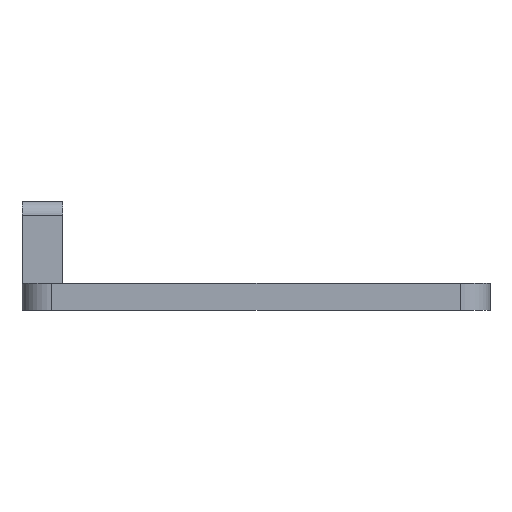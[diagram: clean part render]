
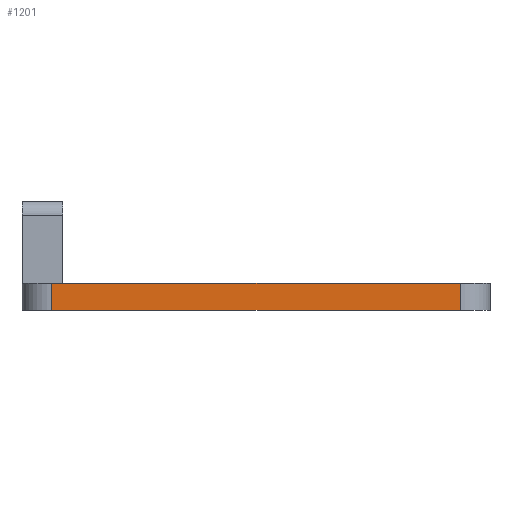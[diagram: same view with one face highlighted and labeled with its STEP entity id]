
A CAD part, front view. The second image highlights one B-rep face of the part: STEP entity #1201.
In plain terms, the highlighted face is planar.
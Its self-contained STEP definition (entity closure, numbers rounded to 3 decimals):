
#196 = EDGE_CURVE('',#197,#199,#201,.T.);
#197 = VERTEX_POINT('',#198);
#198 = CARTESIAN_POINT('',(0.,2.2,0.));
#199 = VERTEX_POINT('',#200);
#200 = CARTESIAN_POINT('',(30.,2.2,0.));
#201 = LINE('',#202,#203);
#202 = CARTESIAN_POINT('',(0.,2.2,0.));
#203 = VECTOR('',#204,1.);
#204 = DIRECTION('',(1.,0.,0.));
#670 = EDGE_CURVE('',#671,#673,#675,.T.);
#671 = VERTEX_POINT('',#672);
#672 = CARTESIAN_POINT('',(0.,2.2,-2.));
#673 = VERTEX_POINT('',#674);
#674 = CARTESIAN_POINT('',(30.,2.2,-2.));
#675 = LINE('',#676,#677);
#676 = CARTESIAN_POINT('',(0.,2.2,-2.));
#677 = VECTOR('',#678,1.);
#678 = DIRECTION('',(1.,0.,0.));
#1201 = ADVANCED_FACE('',(#1202),#1218,.F.);
#1202 = FACE_BOUND('',#1203,.F.);
#1203 = EDGE_LOOP('',(#1204,#1210,#1211,#1217));
#1204 = ORIENTED_EDGE('',*,*,#1205,.T.);
#1205 = EDGE_CURVE('',#197,#671,#1206,.T.);
#1206 = LINE('',#1207,#1208);
#1207 = CARTESIAN_POINT('',(0.,2.2,0.));
#1208 = VECTOR('',#1209,1.);
#1209 = DIRECTION('',(0.,0.,-1.));
#1210 = ORIENTED_EDGE('',*,*,#670,.T.);
#1211 = ORIENTED_EDGE('',*,*,#1212,.F.);
#1212 = EDGE_CURVE('',#199,#673,#1213,.T.);
#1213 = LINE('',#1214,#1215);
#1214 = CARTESIAN_POINT('',(30.,2.2,0.));
#1215 = VECTOR('',#1216,1.);
#1216 = DIRECTION('',(0.,0.,-1.));
#1217 = ORIENTED_EDGE('',*,*,#196,.F.);
#1218 = PLANE('',#1219);
#1219 = AXIS2_PLACEMENT_3D('',#1220,#1221,#1222);
#1220 = CARTESIAN_POINT('',(0.,2.2,0.));
#1221 = DIRECTION('',(0.,-1.,0.));
#1222 = DIRECTION('',(1.,0.,0.));
